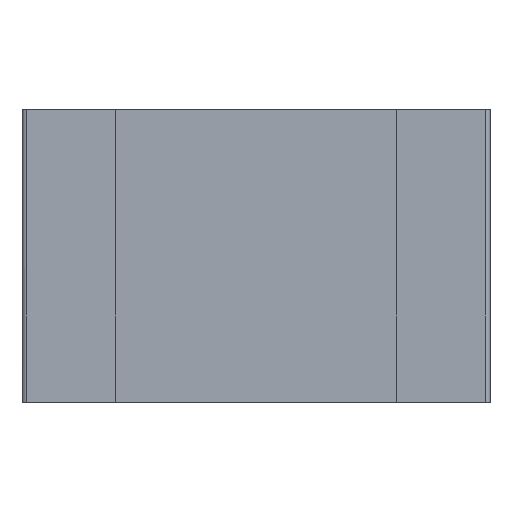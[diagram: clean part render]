
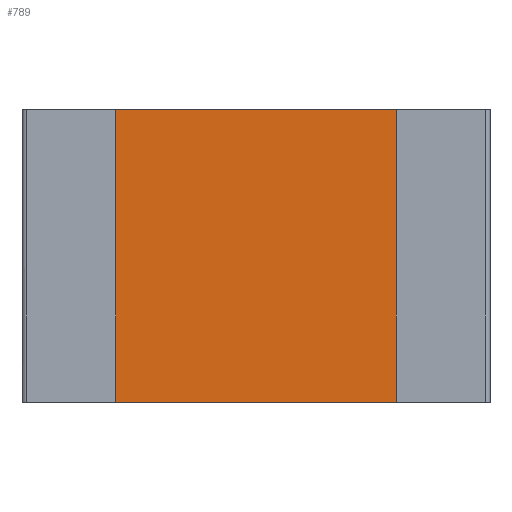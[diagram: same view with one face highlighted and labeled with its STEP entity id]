
A CAD part, top view. The second image highlights one B-rep face of the part: STEP entity #789.
In plain terms, the highlighted free-form (B-spline) face has degree [1, 1] with [2, 2] control points.
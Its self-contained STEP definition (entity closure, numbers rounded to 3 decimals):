
#688 = VERTEX_POINT('',#689);
#689 = CARTESIAN_POINT('',(-0.236,-0.248,0.197));
#695 = B_SPLINE_SURFACE_WITH_KNOTS('',1,1,(
    (#696,#697)
    ,(#698,#699
    )),.UNSPECIFIED.,.F.,.F.,.F.,(2,2),(2,2),(-0.05,0.),(-1.25,
    0.),.PIECEWISE_BEZIER_KNOTS.);
#696 = CARTESIAN_POINT('',(-0.236,0.244,0.197));
#697 = CARTESIAN_POINT('',(-0.236,-0.248,0.197));
#698 = CARTESIAN_POINT('',(-0.236,0.244,0.177));
#699 = CARTESIAN_POINT('',(-0.236,-0.248,0.177));
#706 = B_SPLINE_SURFACE_WITH_KNOTS('',1,1,(
    (#707,#708)
    ,(#709,#710
    )),.UNSPECIFIED.,.F.,.F.,.F.,(2,2),(2,2),(-0.05,0.),(0.
    ,1.2),.PIECEWISE_BEZIER_KNOTS.);
#707 = CARTESIAN_POINT('',(-0.236,-0.248,0.197));
#708 = CARTESIAN_POINT('',(0.236,-0.248,0.197));
#709 = CARTESIAN_POINT('',(-0.236,-0.248,0.177));
#710 = CARTESIAN_POINT('',(0.236,-0.248,0.177));
#717 = EDGE_CURVE('',#688,#718,#720,.T.);
#718 = VERTEX_POINT('',#719);
#719 = CARTESIAN_POINT('',(-0.236,0.244,0.197));
#720 = SURFACE_CURVE('',#721,(#724,#730),.PCURVE_S1.);
#721 = B_SPLINE_CURVE_WITH_KNOTS('',1,(#722,#723),.UNSPECIFIED.,.F.,.F.,
  (2,2),(0.,1.25),.PIECEWISE_BEZIER_KNOTS.);
#722 = CARTESIAN_POINT('',(-0.236,-0.248,0.197));
#723 = CARTESIAN_POINT('',(-0.236,0.244,0.197));
#724 = PCURVE('',#695,#725);
#725 = DEFINITIONAL_REPRESENTATION('',(#726),#729);
#726 = B_SPLINE_CURVE_WITH_KNOTS('',1,(#727,#728),.UNSPECIFIED.,.F.,.F.,
  (2,2),(0.,1.25),.PIECEWISE_BEZIER_KNOTS.);
#727 = CARTESIAN_POINT('',(-0.05,0.));
#728 = CARTESIAN_POINT('',(-0.05,-1.25));
#729 = ( GEOMETRIC_REPRESENTATION_CONTEXT(2) 
PARAMETRIC_REPRESENTATION_CONTEXT() REPRESENTATION_CONTEXT('2D SPACE',''
  ) );
#730 = PCURVE('',#731,#736);
#731 = B_SPLINE_SURFACE_WITH_KNOTS('',1,1,(
    (#732,#733)
    ,(#734,#735
    )),.UNSPECIFIED.,.F.,.F.,.F.,(2,2),(2,2),(0.,1.2),(0.,1.25
    ),.PIECEWISE_BEZIER_KNOTS.);
#732 = CARTESIAN_POINT('',(-0.236,-0.248,0.197));
#733 = CARTESIAN_POINT('',(-0.236,0.244,0.197));
#734 = CARTESIAN_POINT('',(0.236,-0.248,0.197));
#735 = CARTESIAN_POINT('',(0.236,0.244,0.197));
#736 = DEFINITIONAL_REPRESENTATION('',(#737),#740);
#737 = B_SPLINE_CURVE_WITH_KNOTS('',1,(#738,#739),.UNSPECIFIED.,.F.,.F.,
  (2,2),(0.,1.25),.PIECEWISE_BEZIER_KNOTS.);
#738 = CARTESIAN_POINT('',(0.,0.));
#739 = CARTESIAN_POINT('',(0.,1.25));
#740 = ( GEOMETRIC_REPRESENTATION_CONTEXT(2) 
PARAMETRIC_REPRESENTATION_CONTEXT() REPRESENTATION_CONTEXT('2D SPACE',''
  ) );
#756 = B_SPLINE_SURFACE_WITH_KNOTS('',1,1,(
    (#757,#758)
    ,(#759,#760
    )),.UNSPECIFIED.,.F.,.F.,.F.,(2,2),(2,2),(0.,0.05),(0.,
    1.2),.PIECEWISE_BEZIER_KNOTS.);
#757 = CARTESIAN_POINT('',(-0.236,0.244,0.177));
#758 = CARTESIAN_POINT('',(0.236,0.244,0.177));
#759 = CARTESIAN_POINT('',(-0.236,0.244,0.197));
#760 = CARTESIAN_POINT('',(0.236,0.244,0.197));
#789 = ADVANCED_FACE('',(#790),#731,.T.);
#790 = FACE_BOUND('',#791,.T.);
#791 = EDGE_LOOP('',(#792,#812,#837,#855));
#792 = ORIENTED_EDGE('',*,*,#793,.T.);
#793 = EDGE_CURVE('',#688,#794,#796,.T.);
#794 = VERTEX_POINT('',#795);
#795 = CARTESIAN_POINT('',(0.236,-0.248,0.197));
#796 = SURFACE_CURVE('',#797,(#800,#806),.PCURVE_S1.);
#797 = B_SPLINE_CURVE_WITH_KNOTS('',1,(#798,#799),.UNSPECIFIED.,.F.,.F.,
  (2,2),(0.05,1.25),.PIECEWISE_BEZIER_KNOTS.);
#798 = CARTESIAN_POINT('',(-0.236,-0.248,0.197));
#799 = CARTESIAN_POINT('',(0.236,-0.248,0.197));
#800 = PCURVE('',#731,#801);
#801 = DEFINITIONAL_REPRESENTATION('',(#802),#805);
#802 = B_SPLINE_CURVE_WITH_KNOTS('',1,(#803,#804),.UNSPECIFIED.,.F.,.F.,
  (2,2),(0.05,1.25),.PIECEWISE_BEZIER_KNOTS.);
#803 = CARTESIAN_POINT('',(0.,0.));
#804 = CARTESIAN_POINT('',(1.2,0.));
#805 = ( GEOMETRIC_REPRESENTATION_CONTEXT(2) 
PARAMETRIC_REPRESENTATION_CONTEXT() REPRESENTATION_CONTEXT('2D SPACE',''
  ) );
#806 = PCURVE('',#706,#807);
#807 = DEFINITIONAL_REPRESENTATION('',(#808),#811);
#808 = B_SPLINE_CURVE_WITH_KNOTS('',1,(#809,#810),.UNSPECIFIED.,.F.,.F.,
  (2,2),(0.05,1.25),.PIECEWISE_BEZIER_KNOTS.);
#809 = CARTESIAN_POINT('',(-0.05,0.));
#810 = CARTESIAN_POINT('',(-0.05,1.2));
#811 = ( GEOMETRIC_REPRESENTATION_CONTEXT(2) 
PARAMETRIC_REPRESENTATION_CONTEXT() REPRESENTATION_CONTEXT('2D SPACE',''
  ) );
#812 = ORIENTED_EDGE('',*,*,#813,.T.);
#813 = EDGE_CURVE('',#794,#814,#816,.T.);
#814 = VERTEX_POINT('',#815);
#815 = CARTESIAN_POINT('',(0.236,0.244,0.197));
#816 = SURFACE_CURVE('',#817,(#820,#826),.PCURVE_S1.);
#817 = B_SPLINE_CURVE_WITH_KNOTS('',1,(#818,#819),.UNSPECIFIED.,.F.,.F.,
  (2,2),(0.,1.25),.PIECEWISE_BEZIER_KNOTS.);
#818 = CARTESIAN_POINT('',(0.236,-0.248,0.197));
#819 = CARTESIAN_POINT('',(0.236,0.244,0.197));
#820 = PCURVE('',#731,#821);
#821 = DEFINITIONAL_REPRESENTATION('',(#822),#825);
#822 = B_SPLINE_CURVE_WITH_KNOTS('',1,(#823,#824),.UNSPECIFIED.,.F.,.F.,
  (2,2),(0.,1.25),.PIECEWISE_BEZIER_KNOTS.);
#823 = CARTESIAN_POINT('',(1.2,0.));
#824 = CARTESIAN_POINT('',(1.2,1.25));
#825 = ( GEOMETRIC_REPRESENTATION_CONTEXT(2) 
PARAMETRIC_REPRESENTATION_CONTEXT() REPRESENTATION_CONTEXT('2D SPACE',''
  ) );
#826 = PCURVE('',#827,#832);
#827 = B_SPLINE_SURFACE_WITH_KNOTS('',1,1,(
    (#828,#829)
    ,(#830,#831
    )),.UNSPECIFIED.,.F.,.F.,.F.,(2,2),(2,2),(-0.05,0.),(-1.25,
    0.),.PIECEWISE_BEZIER_KNOTS.);
#828 = CARTESIAN_POINT('',(0.236,0.244,0.177));
#829 = CARTESIAN_POINT('',(0.236,-0.248,0.177));
#830 = CARTESIAN_POINT('',(0.236,0.244,0.197));
#831 = CARTESIAN_POINT('',(0.236,-0.248,0.197));
#832 = DEFINITIONAL_REPRESENTATION('',(#833),#836);
#833 = B_SPLINE_CURVE_WITH_KNOTS('',1,(#834,#835),.UNSPECIFIED.,.F.,.F.,
  (2,2),(0.,1.25),.PIECEWISE_BEZIER_KNOTS.);
#834 = CARTESIAN_POINT('',(0.,0.));
#835 = CARTESIAN_POINT('',(0.,-1.25));
#836 = ( GEOMETRIC_REPRESENTATION_CONTEXT(2) 
PARAMETRIC_REPRESENTATION_CONTEXT() REPRESENTATION_CONTEXT('2D SPACE',''
  ) );
#837 = ORIENTED_EDGE('',*,*,#838,.T.);
#838 = EDGE_CURVE('',#814,#718,#839,.T.);
#839 = SURFACE_CURVE('',#840,(#843,#849),.PCURVE_S1.);
#840 = B_SPLINE_CURVE_WITH_KNOTS('',1,(#841,#842),.UNSPECIFIED.,.F.,.F.,
  (2,2),(-1.25,-0.05),.PIECEWISE_BEZIER_KNOTS.);
#841 = CARTESIAN_POINT('',(0.236,0.244,0.197));
#842 = CARTESIAN_POINT('',(-0.236,0.244,0.197));
#843 = PCURVE('',#731,#844);
#844 = DEFINITIONAL_REPRESENTATION('',(#845),#848);
#845 = B_SPLINE_CURVE_WITH_KNOTS('',1,(#846,#847),.UNSPECIFIED.,.F.,.F.,
  (2,2),(-1.25,-0.05),.PIECEWISE_BEZIER_KNOTS.);
#846 = CARTESIAN_POINT('',(1.2,1.25));
#847 = CARTESIAN_POINT('',(0.,1.25));
#848 = ( GEOMETRIC_REPRESENTATION_CONTEXT(2) 
PARAMETRIC_REPRESENTATION_CONTEXT() REPRESENTATION_CONTEXT('2D SPACE',''
  ) );
#849 = PCURVE('',#756,#850);
#850 = DEFINITIONAL_REPRESENTATION('',(#851),#854);
#851 = B_SPLINE_CURVE_WITH_KNOTS('',1,(#852,#853),.UNSPECIFIED.,.F.,.F.,
  (2,2),(-1.25,-0.05),.PIECEWISE_BEZIER_KNOTS.);
#852 = CARTESIAN_POINT('',(0.05,1.2));
#853 = CARTESIAN_POINT('',(0.05,0.));
#854 = ( GEOMETRIC_REPRESENTATION_CONTEXT(2) 
PARAMETRIC_REPRESENTATION_CONTEXT() REPRESENTATION_CONTEXT('2D SPACE',''
  ) );
#855 = ORIENTED_EDGE('',*,*,#717,.F.);
